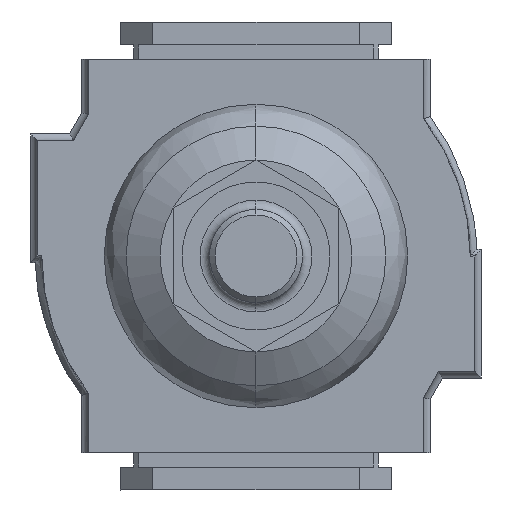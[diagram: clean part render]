
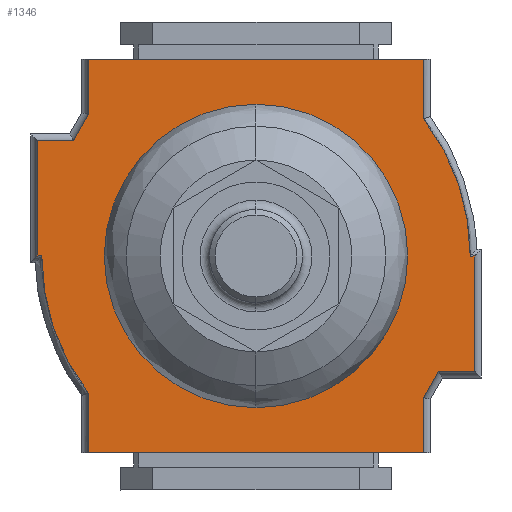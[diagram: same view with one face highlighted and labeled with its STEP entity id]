
A CAD part, front view. The second image highlights one B-rep face of the part: STEP entity #1346.
In plain terms, the highlighted face is planar.
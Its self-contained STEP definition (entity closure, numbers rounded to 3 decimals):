
#27 = VECTOR ( 'NONE', #4221, 1000. ) ;
#93 = VECTOR ( 'NONE', #3640, 1000. ) ;
#138 = CARTESIAN_POINT ( 'NONE',  ( 18., 30.9, -21.125 ) ) ;
#266 = DIRECTION ( 'NONE',  ( 0.496, 0., -0.868 ) ) ;
#280 = DIRECTION ( 'NONE',  ( 0., 0., -1. ) ) ;
#407 = EDGE_CURVE ( 'NONE', #762, #1586, #8154, .T. ) ;
#424 = VECTOR ( 'NONE', #2219, 1000. ) ;
#438 = ORIENTED_EDGE ( 'NONE', *, *, #4489, .F. ) ;
#441 = CARTESIAN_POINT ( 'NONE',  ( -18., 30.9, 21.125 ) ) ;
#566 = DIRECTION ( 'NONE',  ( -1., 0., 0. ) ) ;
#713 = CARTESIAN_POINT ( 'NONE',  ( 18., 30.9, 21.125 ) ) ;
#762 = VERTEX_POINT ( 'NONE', #5698 ) ;
#893 = DIRECTION ( 'NONE',  ( -1., 0., 0. ) ) ;
#1016 = EDGE_CURVE ( 'NONE', #2408, #1277, #3620, .T. ) ;
#1098 = EDGE_CURVE ( 'NONE', #1277, #2583, #1814, .T. ) ;
#1119 = DIRECTION ( 'NONE',  ( 0., 1., 0. ) ) ;
#1174 = ORIENTED_EDGE ( 'NONE', *, *, #3551, .F. ) ;
#1187 = ORIENTED_EDGE ( 'NONE', *, *, #1098, .F. ) ;
#1236 = VERTEX_POINT ( 'NONE', #3473 ) ;
#1277 = VERTEX_POINT ( 'NONE', #2662 ) ;
#1337 = ORIENTED_EDGE ( 'NONE', *, *, #6838, .F. ) ;
#1346 = ADVANCED_FACE ( 'NONE', ( #6270 ), #2212, .T. ) ;
#1408 = LINE ( 'NONE', #8191, #6865 ) ;
#1502 = CARTESIAN_POINT ( 'NONE',  ( 23.5, 30.9, 12.4 ) ) ;
#1586 = VERTEX_POINT ( 'NONE', #4946 ) ;
#1607 = VECTOR ( 'NONE', #2977, 1000. ) ;
#1616 = DIRECTION ( 'NONE',  ( 1., 0., 0. ) ) ;
#1624 = LINE ( 'NONE', #4409, #5855 ) ;
#1626 = EDGE_CURVE ( 'NONE', #5216, #4799, #4986, .T. ) ;
#1782 = CARTESIAN_POINT ( 'NONE',  ( 1.2, 30.9, 0. ) ) ;
#1793 = EDGE_CURVE ( 'NONE', #1236, #4480, #5053, .T. ) ;
#1814 = LINE ( 'NONE', #5275, #8280 ) ;
#1975 = VECTOR ( 'NONE', #8619, 1000. ) ;
#1992 = LINE ( 'NONE', #441, #5946 ) ;
#2010 = ORIENTED_EDGE ( 'NONE', *, *, #4441, .F. ) ;
#2026 = CARTESIAN_POINT ( 'NONE',  ( -23.5, 30.9, 0. ) ) ;
#2042 = LINE ( 'NONE', #4787, #6095 ) ;
#2199 = LINE ( 'NONE', #7749, #3399 ) ;
#2212 = PLANE ( 'NONE',  #6722 ) ;
#2219 = DIRECTION ( 'NONE',  ( 0., 0., 1. ) ) ;
#2315 = LINE ( 'NONE', #5533, #424 ) ;
#2408 = VERTEX_POINT ( 'NONE', #6385 ) ;
#2583 = VERTEX_POINT ( 'NONE', #138 ) ;
#2662 = CARTESIAN_POINT ( 'NONE',  ( -18., 30.9, -21.125 ) ) ;
#2770 = DIRECTION ( 'NONE',  ( -1., 0., 0. ) ) ;
#2809 = ORIENTED_EDGE ( 'NONE', *, *, #8195, .F. ) ;
#2837 = ORIENTED_EDGE ( 'NONE', *, *, #3217, .F. ) ;
#2870 = ORIENTED_EDGE ( 'NONE', *, *, #407, .F. ) ;
#2917 = ORIENTED_EDGE ( 'NONE', *, *, #3828, .F. ) ;
#2933 = ORIENTED_EDGE ( 'NONE', *, *, #1016, .F. ) ;
#2944 = VERTEX_POINT ( 'NONE', #8539 ) ;
#2977 = DIRECTION ( 'NONE',  ( 0., 0., -1. ) ) ;
#3217 = EDGE_CURVE ( 'NONE', #4480, #7916, #4945, .T. ) ;
#3362 = VERTEX_POINT ( 'NONE', #4671 ) ;
#3399 = VECTOR ( 'NONE', #1616, 1000. ) ;
#3473 = CARTESIAN_POINT ( 'NONE',  ( -18., 30.9, 14.731 ) ) ;
#3551 = EDGE_CURVE ( 'NONE', #2944, #5874, #4113, .T. ) ;
#3585 = LINE ( 'NONE', #4215, #5010 ) ;
#3620 = LINE ( 'NONE', #6362, #1607 ) ;
#3622 = AXIS2_PLACEMENT_3D ( 'NONE', #1782, #7210, #566 ) ;
#3640 = DIRECTION ( 'NONE',  ( -1., 0., 0. ) ) ;
#3797 = ORIENTED_EDGE ( 'NONE', *, *, #6686, .F. ) ;
#3817 = DIRECTION ( 'NONE',  ( 0., 0., 1. ) ) ;
#3828 = EDGE_CURVE ( 'NONE', #4799, #5541, #2042, .T. ) ;
#3870 = CARTESIAN_POINT ( 'NONE',  ( 23., 30.9, 0. ) ) ;
#4113 = CIRCLE ( 'NONE', #5259, 24.2 ) ;
#4215 = CARTESIAN_POINT ( 'NONE',  ( -19.6, 30.9, -12.4 ) ) ;
#4221 = DIRECTION ( 'NONE',  ( 0., 0., 1. ) ) ;
#4264 = LINE ( 'NONE', #5065, #27 ) ;
#4409 = CARTESIAN_POINT ( 'NONE',  ( -23.5, 30.9, 0. ) ) ;
#4441 = EDGE_CURVE ( 'NONE', #2583, #2944, #4264, .T. ) ;
#4480 = VERTEX_POINT ( 'NONE', #5589 ) ;
#4489 = EDGE_CURVE ( 'NONE', #3362, #6519, #2199, .T. ) ;
#4671 = CARTESIAN_POINT ( 'NONE',  ( -23.5, 30.9, -12.4 ) ) ;
#4766 = LINE ( 'NONE', #7447, #1975 ) ;
#4787 = CARTESIAN_POINT ( 'NONE',  ( 19.6, 30.9, 12.4 ) ) ;
#4799 = VERTEX_POINT ( 'NONE', #6364 ) ;
#4821 = VECTOR ( 'NONE', #893, 1000. ) ;
#4832 = DIRECTION ( 'NONE',  ( -0.496, 0., 0.868 ) ) ;
#4945 = LINE ( 'NONE', #6956, #4821 ) ;
#4946 = CARTESIAN_POINT ( 'NONE',  ( -18., 30.9, 21.125 ) ) ;
#4969 = ORIENTED_EDGE ( 'NONE', *, *, #6265, .F. ) ;
#4986 = LINE ( 'NONE', #1502, #93 ) ;
#5010 = VECTOR ( 'NONE', #266, 1000. ) ;
#5053 = CIRCLE ( 'NONE', #3622, 24.2 ) ;
#5065 = CARTESIAN_POINT ( 'NONE',  ( 18., 30.9, -21.125 ) ) ;
#5216 = VERTEX_POINT ( 'NONE', #7991 ) ;
#5259 = AXIS2_PLACEMENT_3D ( 'NONE', #6249, #6206, #5414 ) ;
#5275 = CARTESIAN_POINT ( 'NONE',  ( -18., 30.9, -21.125 ) ) ;
#5414 = DIRECTION ( 'NONE',  ( 1., 0., 0. ) ) ;
#5533 = CARTESIAN_POINT ( 'NONE',  ( 23.5, 30.9, 0. ) ) ;
#5541 = VERTEX_POINT ( 'NONE', #6250 ) ;
#5589 = CARTESIAN_POINT ( 'NONE',  ( -23., 30.9, 0. ) ) ;
#5698 = CARTESIAN_POINT ( 'NONE',  ( 18., 30.9, 21.125 ) ) ;
#5717 = ORIENTED_EDGE ( 'NONE', *, *, #1626, .F. ) ;
#5855 = VECTOR ( 'NONE', #280, 1000. ) ;
#5874 = VERTEX_POINT ( 'NONE', #3870 ) ;
#5946 = VECTOR ( 'NONE', #6804, 1000. ) ;
#6095 = VECTOR ( 'NONE', #4832, 1000. ) ;
#6109 = EDGE_CURVE ( 'NONE', #7916, #3362, #1624, .T. ) ;
#6133 = ORIENTED_EDGE ( 'NONE', *, *, #7241, .F. ) ;
#6171 = DIRECTION ( 'NONE',  ( 0., 0., 1. ) ) ;
#6206 = DIRECTION ( 'NONE',  ( 0., -1., 0. ) ) ;
#6249 = CARTESIAN_POINT ( 'NONE',  ( -1.2, 30.9, 0. ) ) ;
#6250 = CARTESIAN_POINT ( 'NONE',  ( 18., 30.9, 15.2 ) ) ;
#6265 = EDGE_CURVE ( 'NONE', #5541, #762, #1408, .T. ) ;
#6270 = FACE_OUTER_BOUND ( 'NONE', #7706, .T. ) ;
#6362 = CARTESIAN_POINT ( 'NONE',  ( -18., 30.9, -15.2 ) ) ;
#6364 = CARTESIAN_POINT ( 'NONE',  ( 19.6, 30.9, 12.4 ) ) ;
#6385 = CARTESIAN_POINT ( 'NONE',  ( -18., 30.9, -15.2 ) ) ;
#6519 = VERTEX_POINT ( 'NONE', #7080 ) ;
#6686 = EDGE_CURVE ( 'NONE', #1586, #1236, #1992, .T. ) ;
#6722 = AXIS2_PLACEMENT_3D ( 'NONE', #7812, #1119, #3817 ) ;
#6745 = CARTESIAN_POINT ( 'NONE',  ( 23.5, 30.9, 0. ) ) ;
#6804 = DIRECTION ( 'NONE',  ( 0., 0., -1. ) ) ;
#6838 = EDGE_CURVE ( 'NONE', #8604, #5216, #2315, .T. ) ;
#6865 = VECTOR ( 'NONE', #6171, 1000. ) ;
#6956 = CARTESIAN_POINT ( 'NONE',  ( -23., 30.9, 0. ) ) ;
#7080 = CARTESIAN_POINT ( 'NONE',  ( -19.6, 30.9, -12.4 ) ) ;
#7198 = DIRECTION ( 'NONE',  ( 1., 0., 0. ) ) ;
#7210 = DIRECTION ( 'NONE',  ( 0., -1., 0. ) ) ;
#7241 = EDGE_CURVE ( 'NONE', #5874, #8604, #4766, .T. ) ;
#7447 = CARTESIAN_POINT ( 'NONE',  ( 23., 30.9, 0. ) ) ;
#7596 = ORIENTED_EDGE ( 'NONE', *, *, #1793, .F. ) ;
#7706 = EDGE_LOOP ( 'NONE', ( #6133, #1174, #2010, #1187, #2933, #2809, #438, #7725, #2837, #7596, #3797, #2870, #4969, #2917, #5717, #1337 ) ) ;
#7725 = ORIENTED_EDGE ( 'NONE', *, *, #6109, .F. ) ;
#7749 = CARTESIAN_POINT ( 'NONE',  ( -23.5, 30.9, -12.4 ) ) ;
#7812 = CARTESIAN_POINT ( 'NONE',  ( 0., 30.9, 0. ) ) ;
#7916 = VERTEX_POINT ( 'NONE', #2026 ) ;
#7991 = CARTESIAN_POINT ( 'NONE',  ( 23.5, 30.9, 12.4 ) ) ;
#8154 = LINE ( 'NONE', #713, #8286 ) ;
#8191 = CARTESIAN_POINT ( 'NONE',  ( 18., 30.9, 15.2 ) ) ;
#8195 = EDGE_CURVE ( 'NONE', #6519, #2408, #3585, .T. ) ;
#8280 = VECTOR ( 'NONE', #7198, 1000. ) ;
#8286 = VECTOR ( 'NONE', #2770, 1000. ) ;
#8539 = CARTESIAN_POINT ( 'NONE',  ( 18., 30.9, -14.731 ) ) ;
#8604 = VERTEX_POINT ( 'NONE', #6745 ) ;
#8619 = DIRECTION ( 'NONE',  ( 1., 0., 0. ) ) ;
